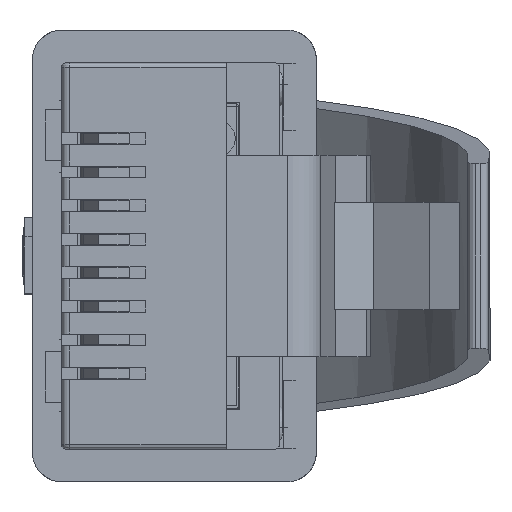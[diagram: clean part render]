
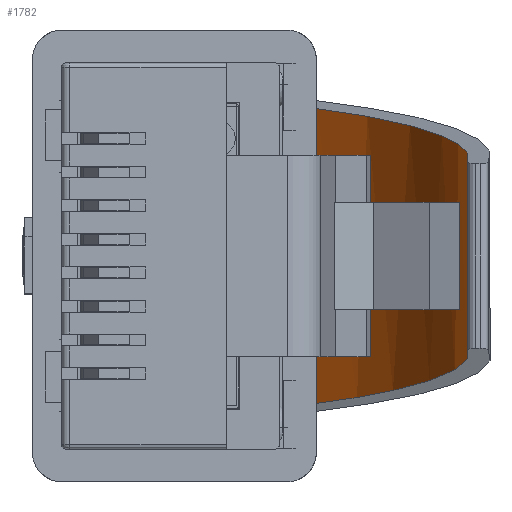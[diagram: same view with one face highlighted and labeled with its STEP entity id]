
A CAD part, front view. The second image highlights one B-rep face of the part: STEP entity #1782.
In plain terms, the highlighted cylindrical face has radius 12.7 mm (diameter 25.4 mm), a partial arc.
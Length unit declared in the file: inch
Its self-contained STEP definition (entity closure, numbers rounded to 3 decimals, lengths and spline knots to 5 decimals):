
#397 = CARTESIAN_POINT ( 'NONE',  ( 0.12265, 0.34896, 0.39906 ) ) ;
#1752 = EDGE_CURVE ( 'NONE', #21110, #14478, #3971, .T. ) ;
#1782 = ADVANCED_FACE ( 'NONE', ( #21003 ), #11066, .F. ) ;
#2035 = ORIENTED_EDGE ( 'NONE', *, *, #21393, .F. ) ;
#2751 = CARTESIAN_POINT ( 'NONE',  ( 0.12265, 0.34896, 0.39906 ) ) ;
#2881 = VERTEX_POINT ( 'NONE', #2884 ) ;
#2884 = CARTESIAN_POINT ( 'NONE',  ( 0.17562, 0.169, 0.06 ) ) ;
#2958 = DIRECTION ( 'NONE',  ( -1., 0., 0. ) ) ;
#3790 = CARTESIAN_POINT ( 'NONE',  ( 0.185, 0.169, 0.06 ) ) ;
#3795 = CARTESIAN_POINT ( 'NONE',  ( -0.17563, 0.169, 0.06 ) ) ;
#3971 =( BOUNDED_CURVE ( )  B_SPLINE_CURVE ( 3, ( #10101, #4934, #15710, #10263 ),
 .UNSPECIFIED., .F., .F. ) 
 B_SPLINE_CURVE_WITH_KNOTS ( ( 4, 4 ),
 ( 0.68888, 1.47683 ),
 .UNSPECIFIED. ) 
 CURVE ( )  GEOMETRIC_REPRESENTATION_ITEM ( )  RATIONAL_B_SPLINE_CURVE ( ( 1., 0.949, 0.949, 1. ) ) 
 REPRESENTATION_ITEM ( '' )  );
#4801 = CARTESIAN_POINT ( 'NONE',  ( -0.12265, 0.34896, 0.39906 ) ) ;
#4934 = CARTESIAN_POINT ( 'NONE',  ( -0.16223, 0.27309, 0.14571 ) ) ;
#5775 = EDGE_LOOP ( 'NONE', ( #6517, #12475, #2035, #16303 ) ) ;
#6517 = ORIENTED_EDGE ( 'NONE', *, *, #1752, .F. ) ;
#7217 = LINE ( 'NONE', #11721, #8068 ) ;
#7347 = LINE ( 'NONE', #3790, #19829 ) ;
#7592 = DIRECTION ( 'NONE',  ( -1., 0., 0. ) ) ;
#8068 = VECTOR ( 'NONE', #22520, 39.37008 ) ;
#8347 = DIRECTION ( 'NONE',  ( 0., 0., 1. ) ) ;
#8559 = EDGE_CURVE ( 'NONE', #17364, #14478, #7217, .T. ) ;
#10101 = CARTESIAN_POINT ( 'NONE',  ( -0.17563, 0.169, 0.06 ) ) ;
#10115 = AXIS2_PLACEMENT_3D ( 'NONE', #21113, #2958, #8347 ) ;
#10263 = CARTESIAN_POINT ( 'NONE',  ( -0.12265, 0.34896, 0.39906 ) ) ;
#11066 = CYLINDRICAL_SURFACE ( 'NONE', #10115, 0.5 ) ;
#11721 = CARTESIAN_POINT ( 'NONE',  ( 0.185, 0.34896, 0.39906 ) ) ;
#12475 = ORIENTED_EDGE ( 'NONE', *, *, #17901, .F. ) ;
#14478 = VERTEX_POINT ( 'NONE', #4801 ) ;
#15710 = CARTESIAN_POINT ( 'NONE',  ( -0.14362, 0.3363, 0.26482 ) ) ;
#16303 = ORIENTED_EDGE ( 'NONE', *, *, #8559, .T. ) ;
#17334 =( BOUNDED_CURVE ( )  B_SPLINE_CURVE ( 3, ( #2751, #18928, #19003, #22806 ),
 .UNSPECIFIED., .F., .F. ) 
 B_SPLINE_CURVE_WITH_KNOTS ( ( 4, 4 ),
 ( 1.66477, 2.45271 ),
 .UNSPECIFIED. ) 
 CURVE ( )  GEOMETRIC_REPRESENTATION_ITEM ( )  RATIONAL_B_SPLINE_CURVE ( ( 1., 0.949, 0.949, 1. ) ) 
 REPRESENTATION_ITEM ( '' )  );
#17364 = VERTEX_POINT ( 'NONE', #397 ) ;
#17901 = EDGE_CURVE ( 'NONE', #2881, #21110, #7347, .T. ) ;
#18928 = CARTESIAN_POINT ( 'NONE',  ( 0.14362, 0.3363, 0.26482 ) ) ;
#19003 = CARTESIAN_POINT ( 'NONE',  ( 0.16223, 0.27309, 0.14571 ) ) ;
#19829 = VECTOR ( 'NONE', #7592, 39.37008 ) ;
#21003 = FACE_OUTER_BOUND ( 'NONE', #5775, .T. ) ;
#21110 = VERTEX_POINT ( 'NONE', #3795 ) ;
#21113 = CARTESIAN_POINT ( 'NONE',  ( 0.185, -0.14884, 0.44598 ) ) ;
#21393 = EDGE_CURVE ( 'NONE', #17364, #2881, #17334, .T. ) ;
#22520 = DIRECTION ( 'NONE',  ( -1., 0., 0. ) ) ;
#22806 = CARTESIAN_POINT ( 'NONE',  ( 0.17562, 0.169, 0.06 ) ) ;
